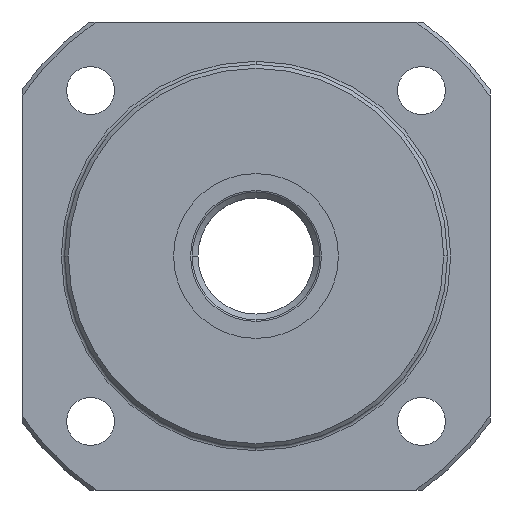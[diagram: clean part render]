
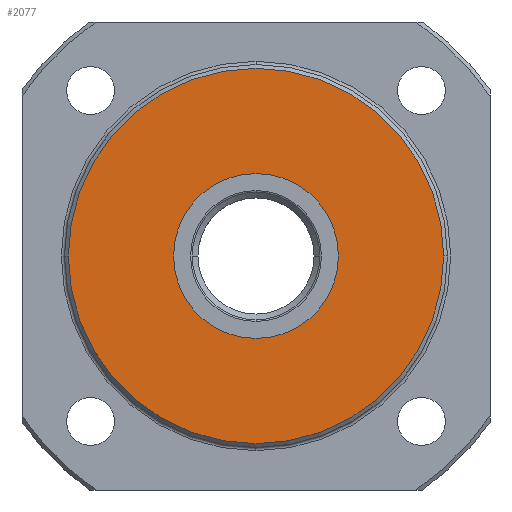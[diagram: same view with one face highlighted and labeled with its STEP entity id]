
A CAD part, left-side view. The second image highlights one B-rep face of the part: STEP entity #2077.
In plain terms, the highlighted planar face has unit normal (-1, 0, 0).
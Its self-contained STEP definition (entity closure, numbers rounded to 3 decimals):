
#875 = EDGE_CURVE( '', #1215, #1439, #2504, .T. );
#981 = VERTEX_POINT( '', #2616 );
#1215 = VERTEX_POINT( '', #2885 );
#1229 = EDGE_CURVE( '', #1439, #1215, #2900, .T. );
#1439 = VERTEX_POINT( '', #3118 );
#1783 = VERTEX_POINT( '', #3511 );
#2003 = EDGE_CURVE( '', #1783, #981, #3765, .T. );
#2077 = ADVANCED_FACE( '', ( #3844, #3845 ), #3846, .T. );
#2393 = EDGE_CURVE( '', #981, #1783, #4211, .T. );
#2504 = CIRCLE( '', #4328, 7.75 );
#2616 = CARTESIAN_POINT( '', ( 0., -17.64, 0. ) );
#2885 = CARTESIAN_POINT( '', ( 0., 7.75, 0. ) );
#2900 = CIRCLE( '', #5005, 7.75 );
#3118 = CARTESIAN_POINT( '', ( 0., -7.75, 0. ) );
#3511 = CARTESIAN_POINT( '', ( 0., 17.64, 0. ) );
#3765 = CIRCLE( '', #6292, 17.64 );
#3844 = FACE_BOUND( '', #6414, .T. );
#3845 = FACE_OUTER_BOUND( '', #6415, .T. );
#3846 = PLANE( '', #6416 );
#4211 = CIRCLE( '', #6926, 17.64 );
#4328 = AXIS2_PLACEMENT_3D( '', #7053, #7054, #7055 );
#5005 = AXIS2_PLACEMENT_3D( '', #7518, #7519, #7520 );
#6292 = AXIS2_PLACEMENT_3D( '', #8590, #8591, #8592 );
#6414 = EDGE_LOOP( '', ( #8680, #8681 ) );
#6415 = EDGE_LOOP( '', ( #8682, #8683 ) );
#6416 = AXIS2_PLACEMENT_3D( '', #8684, #8685, #8686 );
#6926 = AXIS2_PLACEMENT_3D( '', #9180, #9181, #9182 );
#7053 = CARTESIAN_POINT( '', ( 0., 0., 0. ) );
#7054 = DIRECTION( '', ( -1., 0., 0. ) );
#7055 = DIRECTION( '', ( 0., 1., 0. ) );
#7518 = CARTESIAN_POINT( '', ( 0., 0., 0. ) );
#7519 = DIRECTION( '', ( -1., 0., 0. ) );
#7520 = DIRECTION( '', ( 0., 1., 0. ) );
#8590 = CARTESIAN_POINT( '', ( 0., 0., 0. ) );
#8591 = DIRECTION( '', ( -1., 0., 0. ) );
#8592 = DIRECTION( '', ( 0., 1., 0. ) );
#8680 = ORIENTED_EDGE( '', *, *, #875, .F. );
#8681 = ORIENTED_EDGE( '', *, *, #1229, .F. );
#8682 = ORIENTED_EDGE( '', *, *, #2003, .T. );
#8683 = ORIENTED_EDGE( '', *, *, #2393, .T. );
#8684 = CARTESIAN_POINT( '', ( 0., 12.695, 0. ) );
#8685 = DIRECTION( '', ( -1., 0., 0. ) );
#8686 = DIRECTION( '', ( 0., 1., 0. ) );
#9180 = CARTESIAN_POINT( '', ( 0., 0., 0. ) );
#9181 = DIRECTION( '', ( -1., 0., 0. ) );
#9182 = DIRECTION( '', ( 0., 1., 0. ) );
